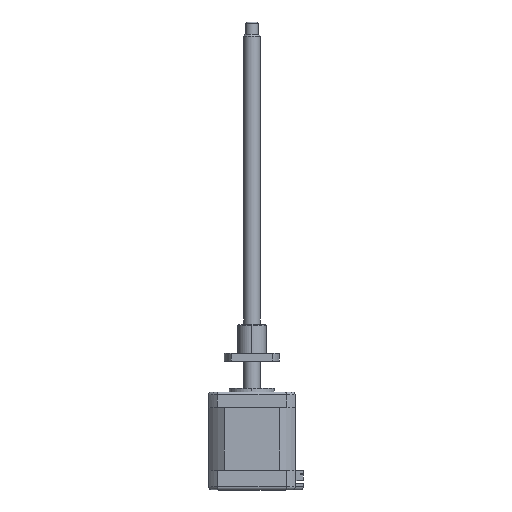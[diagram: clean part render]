
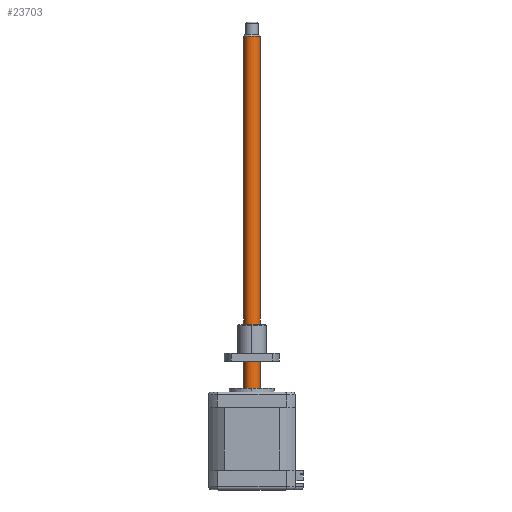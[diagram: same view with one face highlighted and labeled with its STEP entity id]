
A CAD part, top view. The second image highlights one B-rep face of the part: STEP entity #23703.
In plain terms, the highlighted cylindrical face has radius 4 mm (diameter 8 mm), a partial arc.
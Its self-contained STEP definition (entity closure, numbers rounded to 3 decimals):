
#2694 = ORIENTED_EDGE ( 'NONE', *, *, #30014, .F. ) ;
#3789 = CARTESIAN_POINT ( 'NONE',  ( -0.713, 196.093, 16.462 ) ) ;
#5700 = ORIENTED_EDGE ( 'NONE', *, *, #26525, .T. ) ;
#8685 = ORIENTED_EDGE ( 'NONE', *, *, #28796, .T. ) ;
#8844 = CYLINDRICAL_SURFACE ( 'NONE', #35767, 4. ) ;
#10076 = DIRECTION ( 'NONE',  ( 0., -1., 0. ) ) ;
#10120 = CARTESIAN_POINT ( 'NONE',  ( -4.709, 196.093, 16.638 ) ) ;
#10631 = CARTESIAN_POINT ( 'NONE',  ( -0.713, 197.093, 16.462 ) ) ;
#13236 = VERTEX_POINT ( 'NONE', #25041 ) ;
#15887 = DIRECTION ( 'NONE',  ( 0.999, 0., -0.044 ) ) ;
#16742 = CARTESIAN_POINT ( 'NONE',  ( -4.709, 197.093, 16.638 ) ) ;
#18499 = VECTOR ( 'NONE', #30398, 1000. ) ;
#18616 = EDGE_LOOP ( 'NONE', ( #2694, #5700, #8685, #21140 ) ) ;
#19381 = DIRECTION ( 'NONE',  ( -0.999, 0., 0.044 ) ) ;
#19848 = LINE ( 'NONE', #10631, #18499 ) ;
#20357 = EDGE_CURVE ( 'NONE', #36125, #13236, #30242, .T. ) ;
#21140 = ORIENTED_EDGE ( 'NONE', *, *, #20357, .F. ) ;
#23703 = ADVANCED_FACE ( 'NONE', ( #27147 ), #8844, .T. ) ;
#23987 = AXIS2_PLACEMENT_3D ( 'NONE', #36404, #33700, #19381 ) ;
#25041 = CARTESIAN_POINT ( 'NONE',  ( -8.705, 22.093, 16.814 ) ) ;
#26525 = EDGE_CURVE ( 'NONE', #30474, #27867, #35209, .T. ) ;
#26778 = CARTESIAN_POINT ( 'NONE',  ( -8.705, 197.093, 16.814 ) ) ;
#27147 = FACE_OUTER_BOUND ( 'NONE', #18616, .T. ) ;
#27560 = DIRECTION ( 'NONE',  ( 0., -1., 0. ) ) ;
#27801 = DIRECTION ( 'NONE',  ( -0.999, 0., 0.044 ) ) ;
#27867 = VERTEX_POINT ( 'NONE', #34900 ) ;
#28283 = AXIS2_PLACEMENT_3D ( 'NONE', #10120, #27560, #15887 ) ;
#28796 = EDGE_CURVE ( 'NONE', #27867, #13236, #29784, .T. ) ;
#29784 = LINE ( 'NONE', #26778, #36464 ) ;
#30014 = EDGE_CURVE ( 'NONE', #30474, #36125, #19848, .T. ) ;
#30242 = CIRCLE ( 'NONE', #23987, 4. ) ;
#30398 = DIRECTION ( 'NONE',  ( 0., -1., 0. ) ) ;
#30474 = VERTEX_POINT ( 'NONE', #3789 ) ;
#31140 = DIRECTION ( 'NONE',  ( 0., -1., 0. ) ) ;
#33700 = DIRECTION ( 'NONE',  ( 0., -1., 0. ) ) ;
#34048 = CARTESIAN_POINT ( 'NONE',  ( -0.713, 22.093, 16.462 ) ) ;
#34900 = CARTESIAN_POINT ( 'NONE',  ( -8.705, 196.093, 16.814 ) ) ;
#35209 = CIRCLE ( 'NONE', #28283, 4. ) ;
#35767 = AXIS2_PLACEMENT_3D ( 'NONE', #16742, #31140, #27801 ) ;
#36125 = VERTEX_POINT ( 'NONE', #34048 ) ;
#36404 = CARTESIAN_POINT ( 'NONE',  ( -4.709, 22.093, 16.638 ) ) ;
#36464 = VECTOR ( 'NONE', #10076, 1000. ) ;
